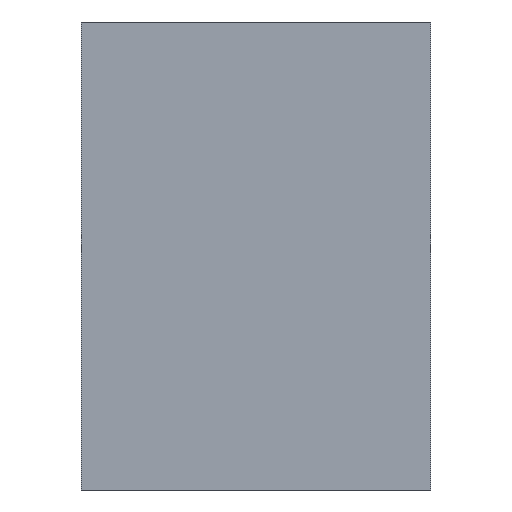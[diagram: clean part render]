
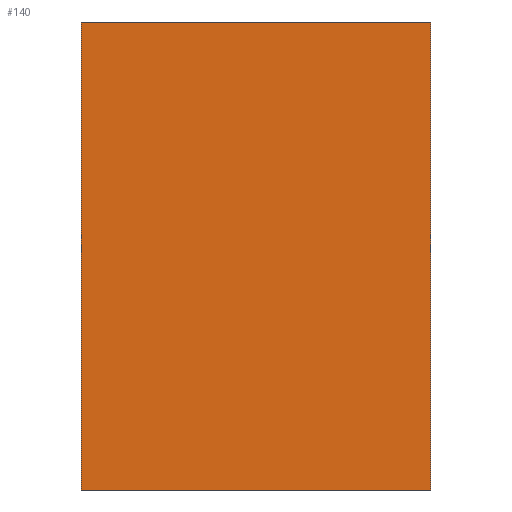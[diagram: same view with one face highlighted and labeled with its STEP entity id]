
A CAD part, front view. The second image highlights one B-rep face of the part: STEP entity #140.
In plain terms, the highlighted planar face has unit normal (0, -1, 0).
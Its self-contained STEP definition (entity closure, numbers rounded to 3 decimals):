
#4 = VECTOR ( 'NONE', #211, 1000. ) ;
#24 = CARTESIAN_POINT ( 'NONE',  ( 66.05, 0., 88.475 ) ) ;
#36 = DIRECTION ( 'NONE',  ( 0., 1., 0. ) ) ;
#46 = EDGE_CURVE ( 'NONE', #232, #66, #256, .T. ) ;
#55 = PLANE ( 'NONE',  #110 ) ;
#66 = VERTEX_POINT ( 'NONE', #24 ) ;
#84 = FACE_OUTER_BOUND ( 'NONE', #109, .T. ) ;
#90 = CARTESIAN_POINT ( 'NONE',  ( -66.05, 0., -88.475 ) ) ;
#99 = ORIENTED_EDGE ( 'NONE', *, *, #46, .F. ) ;
#101 = VECTOR ( 'NONE', #215, 1000. ) ;
#103 = EDGE_CURVE ( 'NONE', #250, #191, #212, .T. ) ;
#109 = EDGE_LOOP ( 'NONE', ( #287, #99, #248, #131 ) ) ;
#110 = AXIS2_PLACEMENT_3D ( 'NONE', #153, #36, #190 ) ;
#124 = CARTESIAN_POINT ( 'NONE',  ( 66.05, 0., -88.475 ) ) ;
#125 = CARTESIAN_POINT ( 'NONE',  ( -66.05, 0., -88.475 ) ) ;
#131 = ORIENTED_EDGE ( 'NONE', *, *, #103, .F. ) ;
#138 = LINE ( 'NONE', #188, #101 ) ;
#139 = VECTOR ( 'NONE', #207, 1000. ) ;
#140 = ADVANCED_FACE ( 'NONE', ( #84 ), #55, .F. ) ;
#153 = CARTESIAN_POINT ( 'NONE',  ( 0., 0., 0. ) ) ;
#168 = CARTESIAN_POINT ( 'NONE',  ( -66.05, 0., 88.475 ) ) ;
#188 = CARTESIAN_POINT ( 'NONE',  ( 66.05, 0., -88.475 ) ) ;
#190 = DIRECTION ( 'NONE',  ( 0., 0., 1. ) ) ;
#191 = VERTEX_POINT ( 'NONE', #237 ) ;
#194 = DIRECTION ( 'NONE',  ( 0., 0., 1. ) ) ;
#204 = VECTOR ( 'NONE', #194, 1000. ) ;
#207 = DIRECTION ( 'NONE',  ( 1., 0., 0. ) ) ;
#211 = DIRECTION ( 'NONE',  ( -1., 0., 0. ) ) ;
#212 = LINE ( 'NONE', #125, #4 ) ;
#215 = DIRECTION ( 'NONE',  ( 0., 0., -1. ) ) ;
#232 = VERTEX_POINT ( 'NONE', #168 ) ;
#237 = CARTESIAN_POINT ( 'NONE',  ( -66.05, 0., -88.475 ) ) ;
#248 = ORIENTED_EDGE ( 'NONE', *, *, #276, .F. ) ;
#250 = VERTEX_POINT ( 'NONE', #124 ) ;
#254 = CARTESIAN_POINT ( 'NONE',  ( -66.05, 0., 88.475 ) ) ;
#256 = LINE ( 'NONE', #254, #139 ) ;
#258 = EDGE_CURVE ( 'NONE', #66, #250, #138, .T. ) ;
#276 = EDGE_CURVE ( 'NONE', #191, #232, #283, .T. ) ;
#283 = LINE ( 'NONE', #90, #204 ) ;
#287 = ORIENTED_EDGE ( 'NONE', *, *, #258, .F. ) ;
